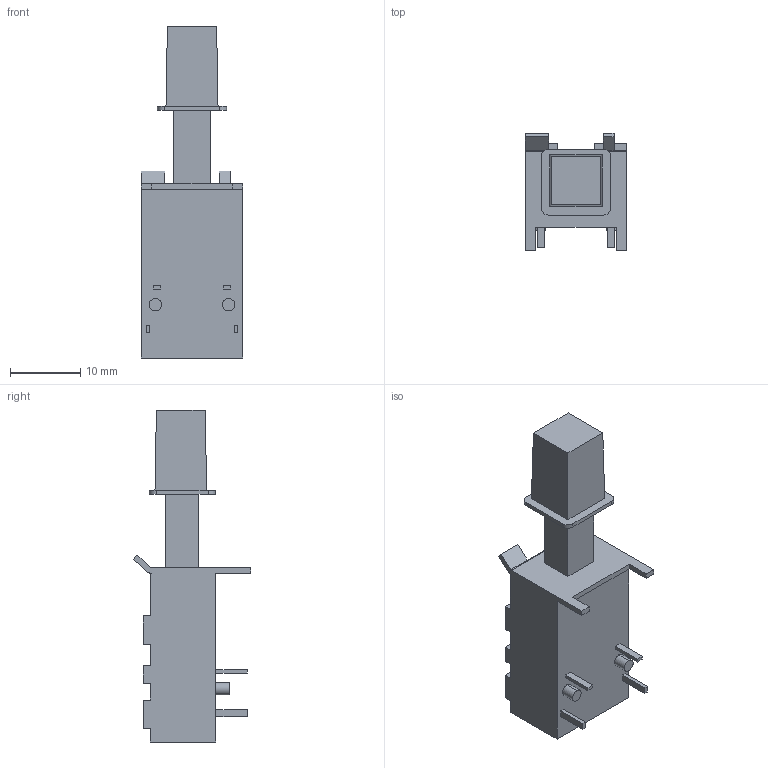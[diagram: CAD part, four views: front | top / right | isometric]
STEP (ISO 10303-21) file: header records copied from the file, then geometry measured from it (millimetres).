
FILE_DESCRIPTION (( 'STEP AP214' ), '1' );
FILE_NAME ('8AE77C86-7AC0-445F-97FE-92867FEAF6D4.STEP', '2008-05-06T18:57:32', ( 'SysAdmin' ), ( 'SolidWorks' ), 'SwSTEP 2.0', 'SolidWorks 2008', '' );
FILE_SCHEMA (( 'AUTOMOTIVE_DESIGN' ));
Length unit declared in the file: millimetre
Products named in the file (1): 8AE77C86-7AC0-445F-97FE-92867FEAF6D4
Bounding box: 14.48 x 16.81 x 47.38 mm (x, y, z)
Volume: 4401 mm3; surface area: 2437.5 mm2
Topology: 1 solids, 1 shells, 101 faces, 268 edges, 178 vertices
Faces by surface type: plane 91, cylinder 10
Entity records: 3489 total; most frequent: CARTESIAN_POINT 548, ORIENTED_EDGE 536, DIRECTION 498, EDGE_CURVE 268, VECTOR 242, LINE 242, VERTEX_POINT 178, AXIS2_PLACEMENT_3D 128
